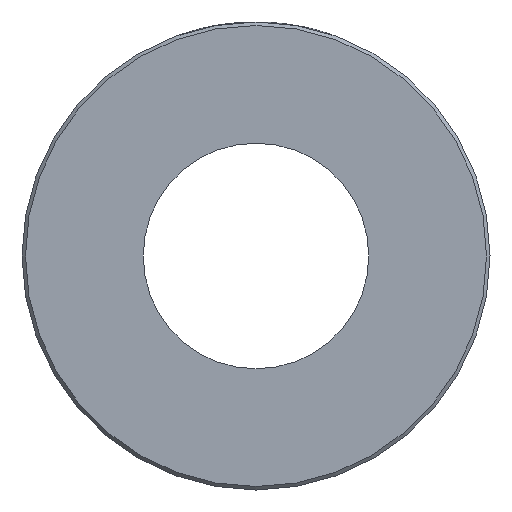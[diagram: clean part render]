
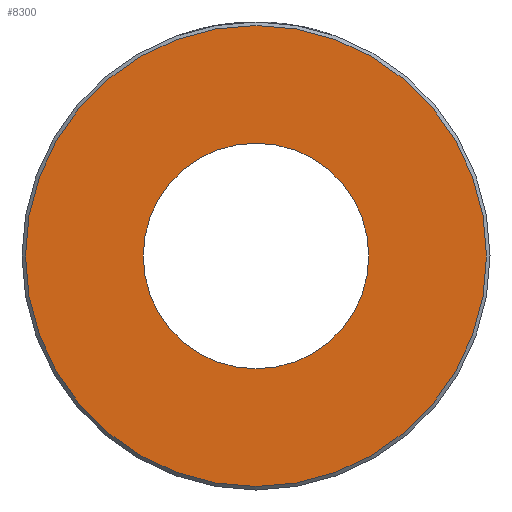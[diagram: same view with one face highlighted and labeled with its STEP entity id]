
A CAD part, left-side view. The second image highlights one B-rep face of the part: STEP entity #8300.
In plain terms, the highlighted planar face has unit normal (-1, 0, 0).
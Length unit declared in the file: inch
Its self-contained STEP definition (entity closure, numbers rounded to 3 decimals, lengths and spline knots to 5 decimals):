
#8144=CARTESIAN_POINT('',(0.0,-0.1615,0.));
#8145=VERTEX_POINT('',#8144);
#8146=CARTESIAN_POINT('',(0.0,0.0,0.0));
#8147=DIRECTION('',(1.0,0.0,0.0));
#8148=DIRECTION('',(0.0,1.0,0.0));
#8149=AXIS2_PLACEMENT_3D('',#8146,#8147,#8148);
#8150=CIRCLE('',#8149,0.1615);
#8151=EDGE_CURVE('',#8145,#8145,#8150,.T.);
#8277=CARTESIAN_POINT('',(0.0,0.33,0.));
#8278=VERTEX_POINT('',#8277);
#8279=CARTESIAN_POINT('',(0.0,0.0,0.0));
#8280=DIRECTION('',(1.0,0.0,0.0));
#8281=DIRECTION('',(0.0,-1.0,0.0));
#8282=AXIS2_PLACEMENT_3D('',#8279,#8280,#8281);
#8283=CIRCLE('',#8282,0.33);
#8284=EDGE_CURVE('',#8278,#8278,#8283,.T.);
#8289=CARTESIAN_POINT('',(0.0,0.0,0.0));
#8290=DIRECTION('',(-1.0,0.0,0.0));
#8291=DIRECTION('',(0.0,0.0,1.0));
#8292=AXIS2_PLACEMENT_3D('',#8289,#8290,#8291);
#8293=PLANE('',#8292);
#8294=ORIENTED_EDGE('',*,*,#8284,.F.);
#8295=EDGE_LOOP('',(#8294));
#8296=FACE_OUTER_BOUND('',#8295,.T.);
#8297=ORIENTED_EDGE('',*,*,#8151,.T.);
#8298=EDGE_LOOP('',(#8297));
#8299=FACE_BOUND('',#8298,.T.);
#8300=ADVANCED_FACE('',(#8296,#8299),#8293,.T.);
